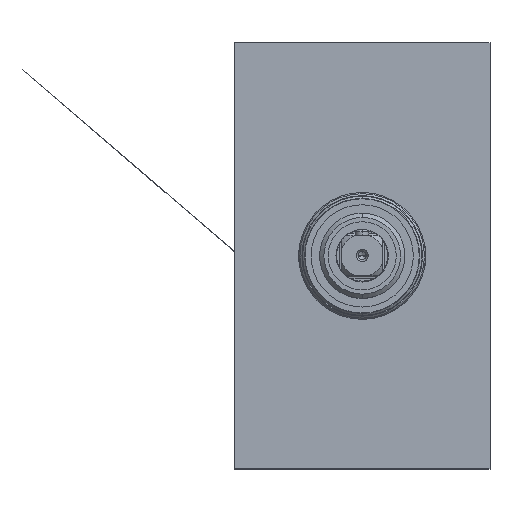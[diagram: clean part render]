
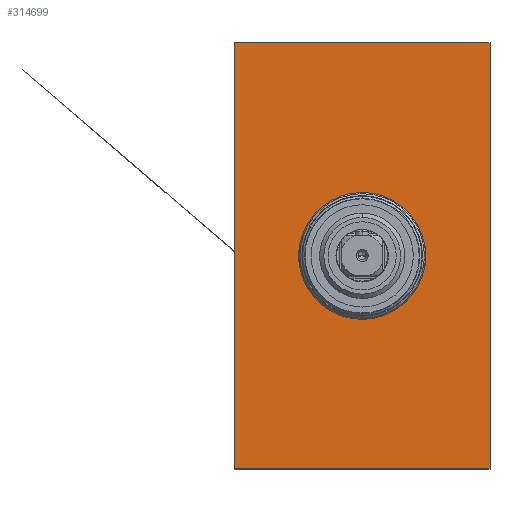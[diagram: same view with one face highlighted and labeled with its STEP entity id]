
A CAD part, top view. The second image highlights one B-rep face of the part: STEP entity #314699.
In plain terms, the highlighted planar face has unit normal (0, 0, 1).
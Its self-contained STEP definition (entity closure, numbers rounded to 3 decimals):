
#314546=DIRECTION('',(0.,-1.,0.));
#314547=VECTOR('',#314546,100.);
#314548=CARTESIAN_POINT('',(-30.,50.,4.));
#314549=LINE('',#314548,#314547);
#314550=DIRECTION('',(-1.,0.,0.));
#314551=VECTOR('',#314550,60.);
#314552=CARTESIAN_POINT('',(30.,50.,4.));
#314553=LINE('',#314552,#314551);
#314554=DIRECTION('',(0.,1.,0.));
#314555=VECTOR('',#314554,100.);
#314556=CARTESIAN_POINT('',(30.,-50.,4.));
#314557=LINE('',#314556,#314555);
#314558=DIRECTION('',(1.,0.,0.));
#314559=VECTOR('',#314558,60.);
#314560=CARTESIAN_POINT('',(-30.,-50.,4.));
#314561=LINE('',#314560,#314559);
#314562=CARTESIAN_POINT('',(0.,0.,4.));
#314563=DIRECTION('',(0.,0.,-1.));
#314564=DIRECTION('',(-1.,0.,0.));
#314565=AXIS2_PLACEMENT_3D('',#314562,#314563,#314564);
#314567=CARTESIAN_POINT('',(0.,0.,4.));
#314568=DIRECTION('',(0.,0.,-1.));
#314569=DIRECTION('',(1.,0.,0.));
#314570=AXIS2_PLACEMENT_3D('',#314567,#314568,#314569);
#314588=CARTESIAN_POINT('',(-30.,50.,4.));
#314589=CARTESIAN_POINT('',(-30.,-50.,4.));
#314590=VERTEX_POINT('',#314588);
#314591=VERTEX_POINT('',#314589);
#314592=CARTESIAN_POINT('',(30.,-50.,4.));
#314593=VERTEX_POINT('',#314592);
#314594=CARTESIAN_POINT('',(30.,50.,4.));
#314595=VERTEX_POINT('',#314594);
#314600=CARTESIAN_POINT('',(-14.,0.,4.));
#314601=CARTESIAN_POINT('',(14.,0.,4.));
#314602=VERTEX_POINT('',#314600);
#314603=VERTEX_POINT('',#314601);
#314682=CARTESIAN_POINT('',(0.,0.,4.));
#314683=DIRECTION('',(0.,0.,1.));
#314684=DIRECTION('',(1.,0.,0.));
#314685=AXIS2_PLACEMENT_3D('',#314682,#314683,#314684);
#314686=PLANE('',#314685);
#314687=ORIENTED_EDGE('',*,*,#314634,.F.);
#314688=ORIENTED_EDGE('',*,*,#314649,.F.);
#314689=ORIENTED_EDGE('',*,*,#314663,.F.);
#314690=ORIENTED_EDGE('',*,*,#314676,.F.);
#314691=EDGE_LOOP('',(#314687,#314688,#314689,#314690));
#314692=FACE_OUTER_BOUND('',#314691,.F.);
#314694=ORIENTED_EDGE('',*,*,#314693,.F.);
#314696=ORIENTED_EDGE('',*,*,#314695,.F.);
#314697=EDGE_LOOP('',(#314694,#314696));
#314698=FACE_BOUND('',#314697,.F.);
#314699=ADVANCED_FACE('',(#314692,#314698),#314686,.T.);
#314566=CIRCLE('',#314565,14.);
#314571=CIRCLE('',#314570,14.);
#314634=EDGE_CURVE('',#314590,#314591,#314549,.T.);
#314649=EDGE_CURVE('',#314595,#314590,#314553,.T.);
#314663=EDGE_CURVE('',#314593,#314595,#314557,.T.);
#314676=EDGE_CURVE('',#314591,#314593,#314561,.T.);
#314693=EDGE_CURVE('',#314602,#314603,#314566,.T.);
#314695=EDGE_CURVE('',#314603,#314602,#314571,.T.);
